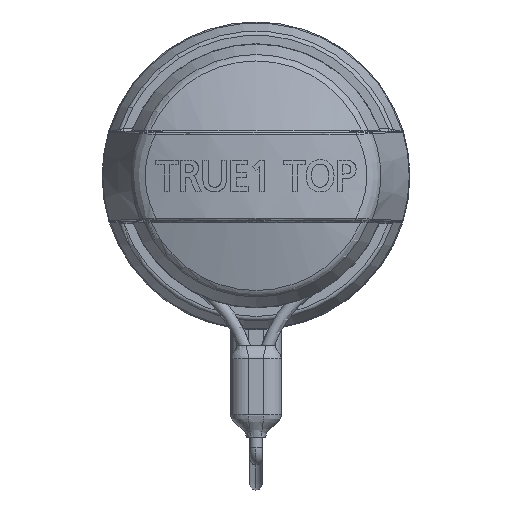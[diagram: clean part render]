
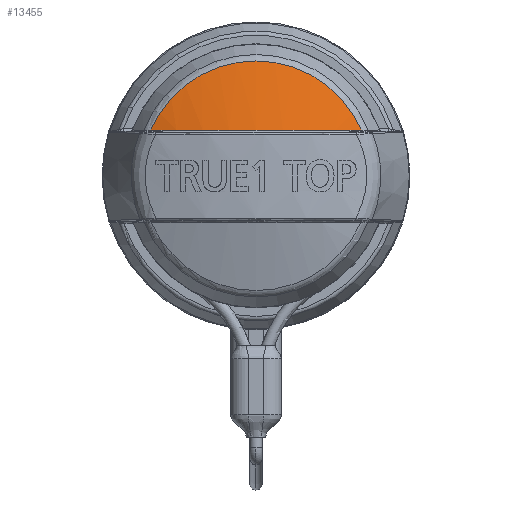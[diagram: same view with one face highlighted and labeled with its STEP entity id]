
A CAD part, top view. The second image highlights one B-rep face of the part: STEP entity #13455.
In plain terms, the highlighted spherical face has radius 30 mm.
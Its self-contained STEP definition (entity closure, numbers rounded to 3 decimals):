
#3179=CARTESIAN_POINT('',(0.,4.572,-15.07));
#3180=DIRECTION('',(0.,1.,0.017));
#3181=DIRECTION('',(-0.317,-0.017,0.948));
#3182=AXIS2_PLACEMENT_3D('',#3179,#3180,#3181);
#3945=CARTESIAN_POINT('',(0.,0.,13.045));
#3946=DIRECTION('',(0.,0.,-1.));
#3947=DIRECTION('',(-0.917,0.398,0.));
#3948=AXIS2_PLACEMENT_3D('',#3945,#3946,#3947);
#8554=CARTESIAN_POINT('',(-9.402,4.082,13.045));
#8555=CARTESIAN_POINT('',(9.402,4.082,13.045));
#8556=VERTEX_POINT('',#8554);
#8557=VERTEX_POINT('',#8555);
#13445=CARTESIAN_POINT('',(0.,0.,-15.15));
#13446=DIRECTION('',(0.,0.,1.));
#13447=DIRECTION('',(0.,-1.,0.));
#13448=AXIS2_PLACEMENT_3D('',#13445,#13446,#13447);
#13449=SPHERICAL_SURFACE('',#13448,30.);
#13450=ORIENTED_EDGE('',*,*,#12430,.F.);
#13452=ORIENTED_EDGE('',*,*,#13451,.T.);
#13453=EDGE_LOOP('',(#13450,#13452));
#13454=FACE_OUTER_BOUND('',#13453,.F.);
#13455=ADVANCED_FACE('',(#13454),#13449,.T.);
#3183=CIRCLE('',#3182,29.649);
#3949=CIRCLE('',#3948,10.25);
#12430=EDGE_CURVE('',#8556,#8557,#3183,.T.);
#13451=EDGE_CURVE('',#8556,#8557,#3949,.T.);
